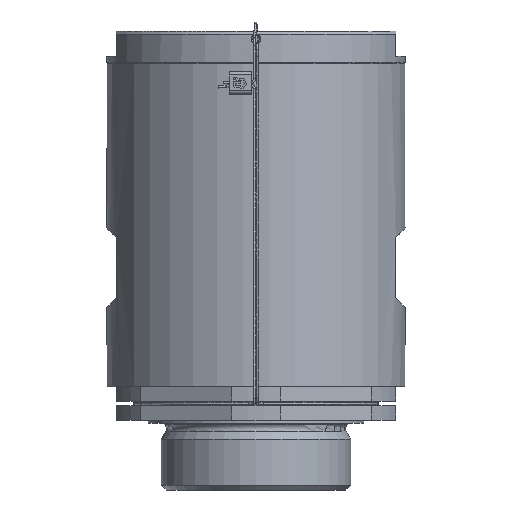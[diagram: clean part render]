
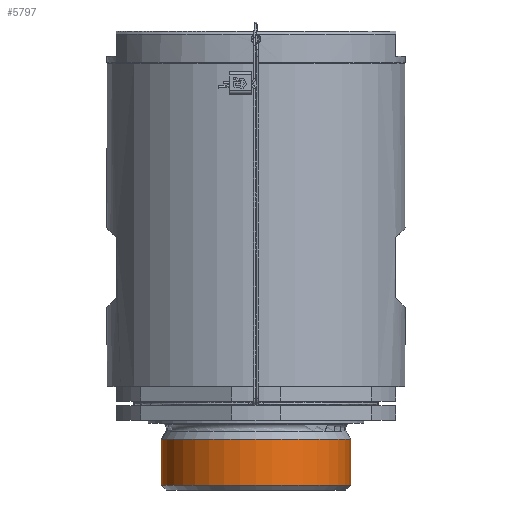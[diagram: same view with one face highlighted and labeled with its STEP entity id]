
A CAD part, front view. The second image highlights one B-rep face of the part: STEP entity #5797.
In plain terms, the highlighted cylindrical face has radius 29.807 mm (diameter 59.614 mm), a full revolution.
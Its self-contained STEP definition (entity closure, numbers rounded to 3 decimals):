
#5717=CARTESIAN_POINT('',(-29.807,0.,-67.));
#5718=VERTEX_POINT('',#5717);
#5744=CARTESIAN_POINT('',(29.807,-0.,-67.));
#5745=VERTEX_POINT('',#5744);
#5746=CARTESIAN_POINT('',(0.,-0.,-67.));
#5747=DIRECTION('',(0.,-0.,-1.));
#5748=DIRECTION('',(-1.,0.,-0.));
#5749=AXIS2_PLACEMENT_3D('',#5746,#5747,#5748);
#5750=CIRCLE('',#5749,29.807);
#5751=EDGE_CURVE('NONE',#5745,#5718,#5750,.T.);
#5753=CARTESIAN_POINT('',(0.,-0.,-67.));
#5754=DIRECTION('',(0.,-0.,-1.));
#5755=DIRECTION('',(-1.,0.,-0.));
#5756=AXIS2_PLACEMENT_3D('',#5753,#5754,#5755);
#5757=CIRCLE('',#5756,29.807);
#5758=EDGE_CURVE('NONE',#5718,#5745,#5757,.T.);
#5763=CARTESIAN_POINT('',(0.,-0.,-85.376));
#5764=DIRECTION('',(0.,-0.,-1.));
#5765=DIRECTION('',(-1.,0.,-0.));
#5766=AXIS2_PLACEMENT_3D('',#5763,#5764,#5765);
#5767=CYLINDRICAL_SURFACE('',#5766,29.807);
#5768=CARTESIAN_POINT('',(-29.807,0.,-81.5));
#5769=VERTEX_POINT('',#5768);
#5770=CARTESIAN_POINT('',(-29.807,0.,-81.5));
#5771=DIRECTION('',(-0.,0.,1.));
#5772=VECTOR('',#5771,14.5);
#5773=LINE('',#5770,#5772);
#5774=EDGE_CURVE('',#5769,#5718,#5773,.T.);
#5775=ORIENTED_EDGE('',*,*,#5774,.T.);
#5776=ORIENTED_EDGE('',*,*,#5758,.T.);
#5777=ORIENTED_EDGE('',*,*,#5751,.T.);
#5778=ORIENTED_EDGE('',*,*,#5774,.F.);
#5779=CARTESIAN_POINT('',(29.807,-0.,-81.5));
#5780=VERTEX_POINT('',#5779);
#5781=CARTESIAN_POINT('',(0.,-0.,-81.5));
#5782=DIRECTION('',(-0.,0.,1.));
#5783=DIRECTION('',(-1.,0.,-0.));
#5784=AXIS2_PLACEMENT_3D('',#5781,#5782,#5783);
#5785=CIRCLE('',#5784,29.807);
#5786=EDGE_CURVE('NONE',#5769,#5780,#5785,.T.);
#5787=ORIENTED_EDGE('',*,*,#5786,.T.);
#5788=CARTESIAN_POINT('',(0.,-0.,-81.5));
#5789=DIRECTION('',(-0.,0.,1.));
#5790=DIRECTION('',(-1.,0.,-0.));
#5791=AXIS2_PLACEMENT_3D('',#5788,#5789,#5790);
#5792=CIRCLE('',#5791,29.807);
#5793=EDGE_CURVE('NONE',#5780,#5769,#5792,.T.);
#5794=ORIENTED_EDGE('',*,*,#5793,.T.);
#5795=EDGE_LOOP('',(#5775,#5776,#5777,#5778,#5787,#5794));
#5796=FACE_BOUND('',#5795,.T.);
#5797=ADVANCED_FACE('NONE',(#5796),#5767,.T.);
